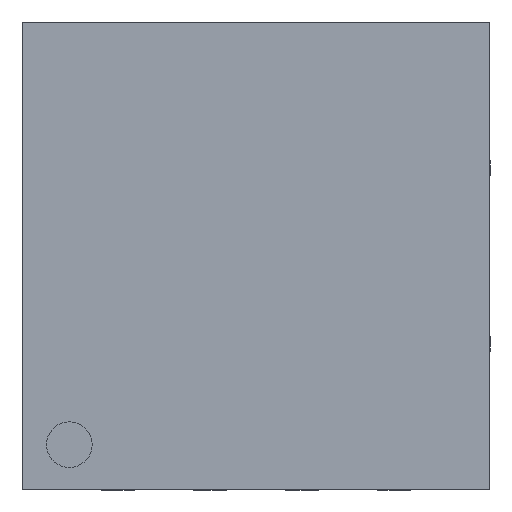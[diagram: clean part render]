
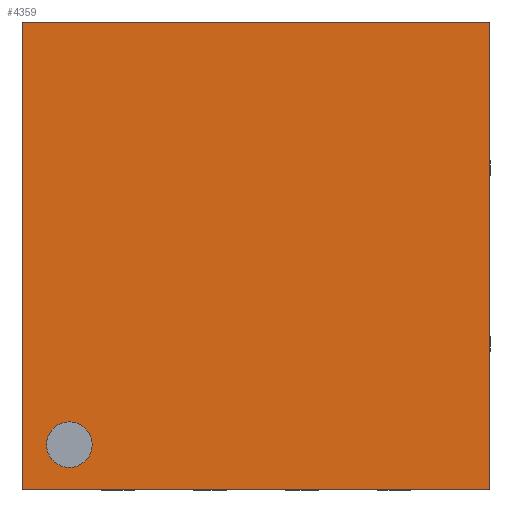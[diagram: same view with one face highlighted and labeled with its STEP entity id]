
A CAD part, left-side view. The second image highlights one B-rep face of the part: STEP entity #4359.
In plain terms, the highlighted planar face has unit normal (-1, 0, 0).
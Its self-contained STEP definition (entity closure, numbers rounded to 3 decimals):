
#39 = DIRECTION ( 'NONE',  ( 0., 1., 0. ) ) ;
#67 = EDGE_CURVE ( 'NONE', #2001, #4425, #1704, .T. ) ;
#113 = AXIS2_PLACEMENT_3D ( 'NONE', #1052, #2432, #3502 ) ;
#286 = DIRECTION ( 'NONE',  ( 0., 0., 1. ) ) ;
#348 = CIRCLE ( 'NONE', #113, 0.161 ) ;
#355 = VECTOR ( 'NONE', #39, 1000. ) ;
#421 = EDGE_CURVE ( 'NONE', #432, #2796, #1385, .T. ) ;
#432 = VERTEX_POINT ( 'NONE', #2428 ) ;
#461 = CARTESIAN_POINT ( 'NONE',  ( -0.7, 1.65, 1.65 ) ) ;
#497 = CARTESIAN_POINT ( 'NONE',  ( -0.7, 1.318, -1.492 ) ) ;
#618 = DIRECTION ( 'NONE',  ( 0., 0., 1. ) ) ;
#623 = EDGE_CURVE ( 'NONE', #4425, #2158, #812, .T. ) ;
#638 = DIRECTION ( 'NONE',  ( -1., 0., 0. ) ) ;
#812 = LINE ( 'NONE', #461, #4394 ) ;
#929 = VECTOR ( 'NONE', #1189, 1000. ) ;
#1052 = CARTESIAN_POINT ( 'NONE',  ( -0.7, 1.318, -1.332 ) ) ;
#1189 = DIRECTION ( 'NONE',  ( 0., 0., -1. ) ) ;
#1211 = LINE ( 'NONE', #4342, #929 ) ;
#1366 = FACE_BOUND ( 'NONE', #2968, .T. ) ;
#1385 = CIRCLE ( 'NONE', #1975, 0.161 ) ;
#1475 = LINE ( 'NONE', #2188, #3731 ) ;
#1626 = EDGE_LOOP ( 'NONE', ( #3002, #1668, #3532, #3328 ) ) ;
#1668 = ORIENTED_EDGE ( 'NONE', *, *, #3898, .F. ) ;
#1704 = LINE ( 'NONE', #3245, #355 ) ;
#1758 = PLANE ( 'NONE',  #1825 ) ;
#1825 = AXIS2_PLACEMENT_3D ( 'NONE', #2787, #3862, #286 ) ;
#1861 = DIRECTION ( 'NONE',  ( 0., 0., 1. ) ) ;
#1975 = AXIS2_PLACEMENT_3D ( 'NONE', #4522, #638, #618 ) ;
#2001 = VERTEX_POINT ( 'NONE', #3876 ) ;
#2133 = CARTESIAN_POINT ( 'NONE',  ( -0.7, 1.65, -1.65 ) ) ;
#2158 = VERTEX_POINT ( 'NONE', #2747 ) ;
#2188 = CARTESIAN_POINT ( 'NONE',  ( -0.7, -1.65, 1.65 ) ) ;
#2197 = ORIENTED_EDGE ( 'NONE', *, *, #4056, .F. ) ;
#2428 = CARTESIAN_POINT ( 'NONE',  ( -0.7, 1.318, -1.171 ) ) ;
#2432 = DIRECTION ( 'NONE',  ( -1., 0., 0. ) ) ;
#2705 = CARTESIAN_POINT ( 'NONE',  ( -0.7, -1.65, 1.65 ) ) ;
#2747 = CARTESIAN_POINT ( 'NONE',  ( -0.7, 1.65, 1.65 ) ) ;
#2748 = ORIENTED_EDGE ( 'NONE', *, *, #421, .F. ) ;
#2787 = CARTESIAN_POINT ( 'NONE',  ( -0.7, 0., 0. ) ) ;
#2796 = VERTEX_POINT ( 'NONE', #497 ) ;
#2876 = DIRECTION ( 'NONE',  ( 0., -1., 0. ) ) ;
#2968 = EDGE_LOOP ( 'NONE', ( #2748, #2197 ) ) ;
#3002 = ORIENTED_EDGE ( 'NONE', *, *, #67, .F. ) ;
#3245 = CARTESIAN_POINT ( 'NONE',  ( -0.7, -1.65, -1.65 ) ) ;
#3328 = ORIENTED_EDGE ( 'NONE', *, *, #623, .F. ) ;
#3403 = FACE_OUTER_BOUND ( 'NONE', #1626, .T. ) ;
#3502 = DIRECTION ( 'NONE',  ( 0., 0., 1. ) ) ;
#3532 = ORIENTED_EDGE ( 'NONE', *, *, #4472, .F. ) ;
#3731 = VECTOR ( 'NONE', #2876, 1000. ) ;
#3862 = DIRECTION ( 'NONE',  ( -1., 0., 0. ) ) ;
#3876 = CARTESIAN_POINT ( 'NONE',  ( -0.7, -1.65, -1.65 ) ) ;
#3898 = EDGE_CURVE ( 'NONE', #3954, #2001, #1211, .T. ) ;
#3954 = VERTEX_POINT ( 'NONE', #2705 ) ;
#4056 = EDGE_CURVE ( 'NONE', #2796, #432, #348, .T. ) ;
#4342 = CARTESIAN_POINT ( 'NONE',  ( -0.7, -1.65, 1.65 ) ) ;
#4359 = ADVANCED_FACE ( 'NONE', ( #1366, #3403 ), #1758, .T. ) ;
#4394 = VECTOR ( 'NONE', #1861, 1000. ) ;
#4425 = VERTEX_POINT ( 'NONE', #2133 ) ;
#4472 = EDGE_CURVE ( 'NONE', #2158, #3954, #1475, .T. ) ;
#4522 = CARTESIAN_POINT ( 'NONE',  ( -0.7, 1.318, -1.332 ) ) ;
